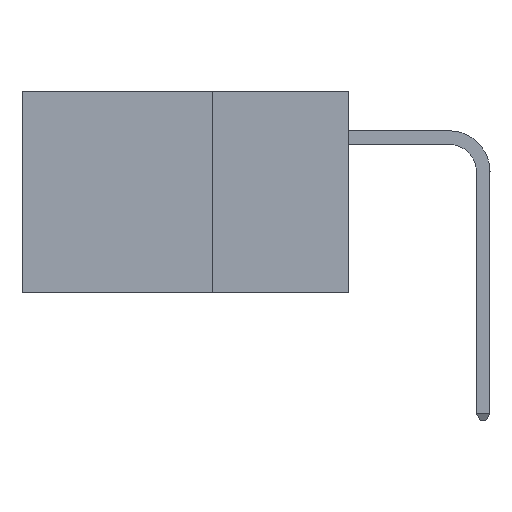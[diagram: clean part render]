
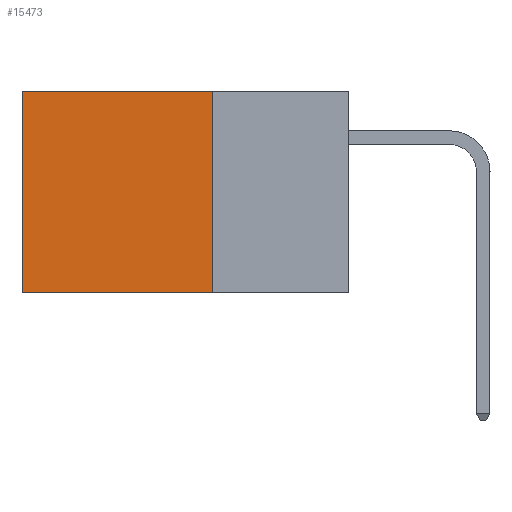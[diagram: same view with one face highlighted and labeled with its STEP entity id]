
A CAD part, left-side view. The second image highlights one B-rep face of the part: STEP entity #15473.
In plain terms, the highlighted planar face has unit normal (-1, 0, 0).
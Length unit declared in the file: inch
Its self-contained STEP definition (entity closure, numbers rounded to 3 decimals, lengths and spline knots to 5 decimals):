
#3079 = DIRECTION ( 'NONE',  ( 1., 0., 0. ) ) ;
#3775 = DIRECTION ( 'NONE',  ( 0., 1., 0. ) ) ;
#3845 = ORIENTED_EDGE ( 'NONE', *, *, #21068, .T. ) ;
#3852 = LINE ( 'NONE', #11154, #38836 ) ;
#5699 = VERTEX_POINT ( 'NONE', #21111 ) ;
#6568 = CARTESIAN_POINT ( 'NONE',  ( 0.2875, 0.6, -0.37 ) ) ;
#8411 = FACE_OUTER_BOUND ( 'NONE', #38424, .T. ) ;
#10236 = EDGE_CURVE ( 'NONE', #11545, #14871, #20624, .T. ) ;
#11154 = CARTESIAN_POINT ( 'NONE',  ( 0.2875, 0.6, 0. ) ) ;
#11194 = ORIENTED_EDGE ( 'NONE', *, *, #37335, .T. ) ;
#11545 = VERTEX_POINT ( 'NONE', #37312 ) ;
#12677 = CARTESIAN_POINT ( 'NONE',  ( 0.2875, 0.25, 0. ) ) ;
#13958 = CARTESIAN_POINT ( 'NONE',  ( 0.2875, 0.25, 0. ) ) ;
#14458 = LINE ( 'NONE', #13958, #29571 ) ;
#14871 = VERTEX_POINT ( 'NONE', #6568 ) ;
#14964 = PLANE ( 'NONE',  #27749 ) ;
#15473 = ADVANCED_FACE ( 'NONE', ( #8411 ), #14964, .F. ) ;
#16248 = ORIENTED_EDGE ( 'NONE', *, *, #10236, .F. ) ;
#16892 = LINE ( 'NONE', #21596, #20192 ) ;
#17607 = EDGE_CURVE ( 'NONE', #36910, #11545, #14458, .T. ) ;
#18007 = CARTESIAN_POINT ( 'NONE',  ( 0.2875, 0.25, 0. ) ) ;
#20039 = DIRECTION ( 'NONE',  ( 0., 0., -1. ) ) ;
#20192 = VECTOR ( 'NONE', #3775, 39.37008 ) ;
#20624 = LINE ( 'NONE', #27752, #33820 ) ;
#21068 = EDGE_CURVE ( 'NONE', #36910, #5699, #16892, .T. ) ;
#21111 = CARTESIAN_POINT ( 'NONE',  ( 0.2875, 0.6, 0. ) ) ;
#21596 = CARTESIAN_POINT ( 'NONE',  ( 0.2875, 0.25, 0. ) ) ;
#21680 = DIRECTION ( 'NONE',  ( 0., 1., 0. ) ) ;
#27749 = AXIS2_PLACEMENT_3D ( 'NONE', #18007, #3079, #39120 ) ;
#27752 = CARTESIAN_POINT ( 'NONE',  ( 0.2875, 0.25, -0.37 ) ) ;
#28611 = ORIENTED_EDGE ( 'NONE', *, *, #17607, .F. ) ;
#29571 = VECTOR ( 'NONE', #20039, 39.37008 ) ;
#33820 = VECTOR ( 'NONE', #21680, 39.37008 ) ;
#35433 = DIRECTION ( 'NONE',  ( 0., 0., -1. ) ) ;
#36910 = VERTEX_POINT ( 'NONE', #12677 ) ;
#37312 = CARTESIAN_POINT ( 'NONE',  ( 0.2875, 0.25, -0.37 ) ) ;
#37335 = EDGE_CURVE ( 'NONE', #5699, #14871, #3852, .T. ) ;
#38424 = EDGE_LOOP ( 'NONE', ( #11194, #16248, #28611, #3845 ) ) ;
#38836 = VECTOR ( 'NONE', #35433, 39.37008 ) ;
#39120 = DIRECTION ( 'NONE',  ( 0., 0., -1. ) ) ;
